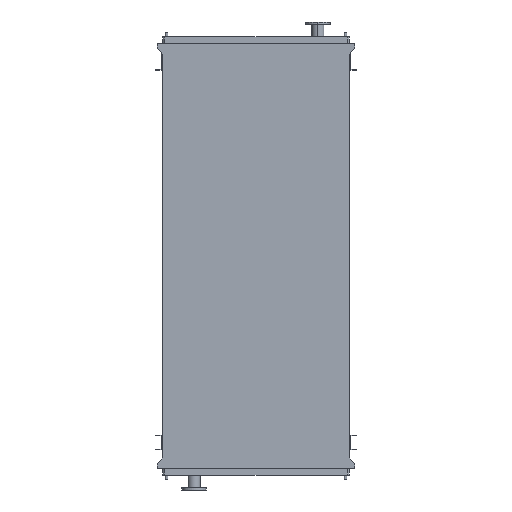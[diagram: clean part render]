
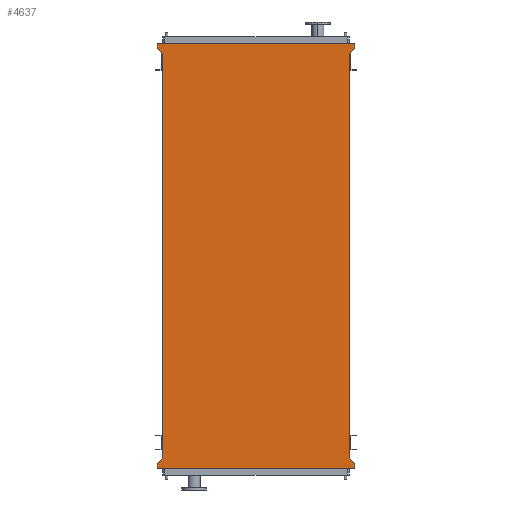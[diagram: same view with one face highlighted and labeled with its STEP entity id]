
A CAD part, front view. The second image highlights one B-rep face of the part: STEP entity #4637.
In plain terms, the highlighted planar face has unit normal (0, -1, 0).
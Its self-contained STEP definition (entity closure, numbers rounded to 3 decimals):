
#72 = DIRECTION ( 'NONE',  ( 0., 0., 1. ) ) ;
#839 = LINE ( 'NONE', #14324, #13020 ) ;
#950 = CARTESIAN_POINT ( 'NONE',  ( -845., 0., -3650. ) ) ;
#1119 = CARTESIAN_POINT ( 'NONE',  ( -891., 0., 53. ) ) ;
#1289 = ORIENTED_EDGE ( 'NONE', *, *, #11986, .F. ) ;
#1400 = VECTOR ( 'NONE', #72, 1000. ) ;
#1426 = LINE ( 'NONE', #13767, #1620 ) ;
#1531 = VERTEX_POINT ( 'NONE', #4666 ) ;
#1620 = VECTOR ( 'NONE', #9801, 1000. ) ;
#1682 = ORIENTED_EDGE ( 'NONE', *, *, #16649, .F. ) ;
#1785 = CARTESIAN_POINT ( 'NONE',  ( 891., 0., -3703. ) ) ;
#1797 = CARTESIAN_POINT ( 'NONE',  ( 845., 0., -3650. ) ) ;
#2027 = LINE ( 'NONE', #1119, #14013 ) ;
#2214 = VECTOR ( 'NONE', #2333, 1000. ) ;
#2333 = DIRECTION ( 'NONE',  ( 0., 0., -1. ) ) ;
#2476 = ORIENTED_EDGE ( 'NONE', *, *, #6924, .F. ) ;
#2785 = VERTEX_POINT ( 'NONE', #950 ) ;
#2904 = CARTESIAN_POINT ( 'NONE',  ( -891., 0., -3703. ) ) ;
#3495 = AXIS2_PLACEMENT_3D ( 'NONE', #4424, #16540, #6978 ) ;
#3616 = VECTOR ( 'NONE', #12999, 1000. ) ;
#3628 = VECTOR ( 'NONE', #12101, 1000. ) ;
#4147 = EDGE_CURVE ( 'NONE', #6527, #8259, #839, .T. ) ;
#4167 = EDGE_CURVE ( 'NONE', #4908, #8259, #15721, .T. ) ;
#4405 = CARTESIAN_POINT ( 'NONE',  ( 891., 0., -3745. ) ) ;
#4408 = ORIENTED_EDGE ( 'NONE', *, *, #8427, .F. ) ;
#4424 = CARTESIAN_POINT ( 'NONE',  ( -845., 0., -3650. ) ) ;
#4637 = ADVANCED_FACE ( 'NONE', ( #14091 ), #16635, .T. ) ;
#4666 = CARTESIAN_POINT ( 'NONE',  ( -891., 0., -3703. ) ) ;
#4758 = CARTESIAN_POINT ( 'NONE',  ( 891., 0., -3745. ) ) ;
#4908 = VERTEX_POINT ( 'NONE', #10740 ) ;
#5115 = EDGE_LOOP ( 'NONE', ( #9619, #6500, #1289, #1682, #15590, #13081, #4408, #5647, #13740, #2476, #12818, #17200 ) ) ;
#5647 = ORIENTED_EDGE ( 'NONE', *, *, #13307, .F. ) ;
#5750 = DIRECTION ( 'NONE',  ( 0., 0., 1. ) ) ;
#5867 = EDGE_CURVE ( 'NONE', #6527, #12687, #1426, .T. ) ;
#6273 = LINE ( 'NONE', #17243, #12567 ) ;
#6305 = EDGE_CURVE ( 'NONE', #12687, #16448, #10372, .T. ) ;
#6500 = ORIENTED_EDGE ( 'NONE', *, *, #4167, .F. ) ;
#6527 = VERTEX_POINT ( 'NONE', #1797 ) ;
#6600 = DIRECTION ( 'NONE',  ( 1., 0., 0. ) ) ;
#6625 = DIRECTION ( 'NONE',  ( -0.655, 0., 0.755 ) ) ;
#6835 = LINE ( 'NONE', #12181, #3628 ) ;
#6924 = EDGE_CURVE ( 'NONE', #16448, #11950, #6835, .T. ) ;
#6978 = DIRECTION ( 'NONE',  ( 0., 0., -1. ) ) ;
#7031 = VERTEX_POINT ( 'NONE', #17284 ) ;
#7383 = CARTESIAN_POINT ( 'NONE',  ( 891., 0., 53. ) ) ;
#7636 = CARTESIAN_POINT ( 'NONE',  ( 891., 0., 95. ) ) ;
#7700 = CARTESIAN_POINT ( 'NONE',  ( -845., 0., 0. ) ) ;
#8259 = VERTEX_POINT ( 'NONE', #14540 ) ;
#8427 = EDGE_CURVE ( 'NONE', #2785, #13893, #13561, .T. ) ;
#8623 = VERTEX_POINT ( 'NONE', #11099 ) ;
#8698 = DIRECTION ( 'NONE',  ( -0.655, 0., -0.755 ) ) ;
#8743 = DIRECTION ( 'NONE',  ( 0., 0., 1. ) ) ;
#9211 = LINE ( 'NONE', #13169, #13231 ) ;
#9395 = CARTESIAN_POINT ( 'NONE',  ( -891., 0., 53. ) ) ;
#9619 = ORIENTED_EDGE ( 'NONE', *, *, #4147, .T. ) ;
#9801 = DIRECTION ( 'NONE',  ( 0.655, 0., -0.755 ) ) ;
#10203 = EDGE_CURVE ( 'NONE', #13893, #10886, #6273, .T. ) ;
#10372 = LINE ( 'NONE', #4758, #3616 ) ;
#10740 = CARTESIAN_POINT ( 'NONE',  ( 891., 0., 53. ) ) ;
#10886 = VERTEX_POINT ( 'NONE', #9395 ) ;
#11071 = DIRECTION ( 'NONE',  ( 0.655, 0., 0.755 ) ) ;
#11099 = CARTESIAN_POINT ( 'NONE',  ( -891., 0., 95. ) ) ;
#11753 = LINE ( 'NONE', #7636, #2214 ) ;
#11791 = VECTOR ( 'NONE', #5750, 1000. ) ;
#11950 = VERTEX_POINT ( 'NONE', #16064 ) ;
#11986 = EDGE_CURVE ( 'NONE', #7031, #4908, #11753, .T. ) ;
#12101 = DIRECTION ( 'NONE',  ( -1., 0., 0. ) ) ;
#12181 = CARTESIAN_POINT ( 'NONE',  ( -891., 0., -3745. ) ) ;
#12293 = CARTESIAN_POINT ( 'NONE',  ( -845., 0., -3650. ) ) ;
#12567 = VECTOR ( 'NONE', #6625, 1000. ) ;
#12687 = VERTEX_POINT ( 'NONE', #1785 ) ;
#12818 = ORIENTED_EDGE ( 'NONE', *, *, #6305, .F. ) ;
#12999 = DIRECTION ( 'NONE',  ( 0., 0., -1. ) ) ;
#13020 = VECTOR ( 'NONE', #14227, 1000. ) ;
#13031 = VECTOR ( 'NONE', #8698, 1000. ) ;
#13081 = ORIENTED_EDGE ( 'NONE', *, *, #10203, .F. ) ;
#13169 = CARTESIAN_POINT ( 'NONE',  ( -891., 0., 95. ) ) ;
#13231 = VECTOR ( 'NONE', #6600, 1000. ) ;
#13307 = EDGE_CURVE ( 'NONE', #1531, #2785, #15289, .T. ) ;
#13558 = LINE ( 'NONE', #2904, #11791 ) ;
#13561 = LINE ( 'NONE', #16293, #1400 ) ;
#13740 = ORIENTED_EDGE ( 'NONE', *, *, #15324, .F. ) ;
#13767 = CARTESIAN_POINT ( 'NONE',  ( 891., 0., -3703. ) ) ;
#13893 = VERTEX_POINT ( 'NONE', #7700 ) ;
#14013 = VECTOR ( 'NONE', #8743, 1000. ) ;
#14091 = FACE_OUTER_BOUND ( 'NONE', #5115, .T. ) ;
#14227 = DIRECTION ( 'NONE',  ( 0., 0., 1. ) ) ;
#14254 = EDGE_CURVE ( 'NONE', #10886, #8623, #2027, .T. ) ;
#14324 = CARTESIAN_POINT ( 'NONE',  ( 845., 0., -3650. ) ) ;
#14540 = CARTESIAN_POINT ( 'NONE',  ( 845., 0., 0. ) ) ;
#15289 = LINE ( 'NONE', #12293, #16000 ) ;
#15324 = EDGE_CURVE ( 'NONE', #11950, #1531, #13558, .T. ) ;
#15590 = ORIENTED_EDGE ( 'NONE', *, *, #14254, .F. ) ;
#15721 = LINE ( 'NONE', #7383, #13031 ) ;
#16000 = VECTOR ( 'NONE', #11071, 1000. ) ;
#16064 = CARTESIAN_POINT ( 'NONE',  ( -891., 0., -3745. ) ) ;
#16293 = CARTESIAN_POINT ( 'NONE',  ( -845., 0., -3650. ) ) ;
#16448 = VERTEX_POINT ( 'NONE', #4405 ) ;
#16540 = DIRECTION ( 'NONE',  ( 0., -1., 0. ) ) ;
#16635 = PLANE ( 'NONE',  #3495 ) ;
#16649 = EDGE_CURVE ( 'NONE', #8623, #7031, #9211, .T. ) ;
#17200 = ORIENTED_EDGE ( 'NONE', *, *, #5867, .F. ) ;
#17243 = CARTESIAN_POINT ( 'NONE',  ( -845., 0., 0. ) ) ;
#17284 = CARTESIAN_POINT ( 'NONE',  ( 891., 0., 95. ) ) ;
